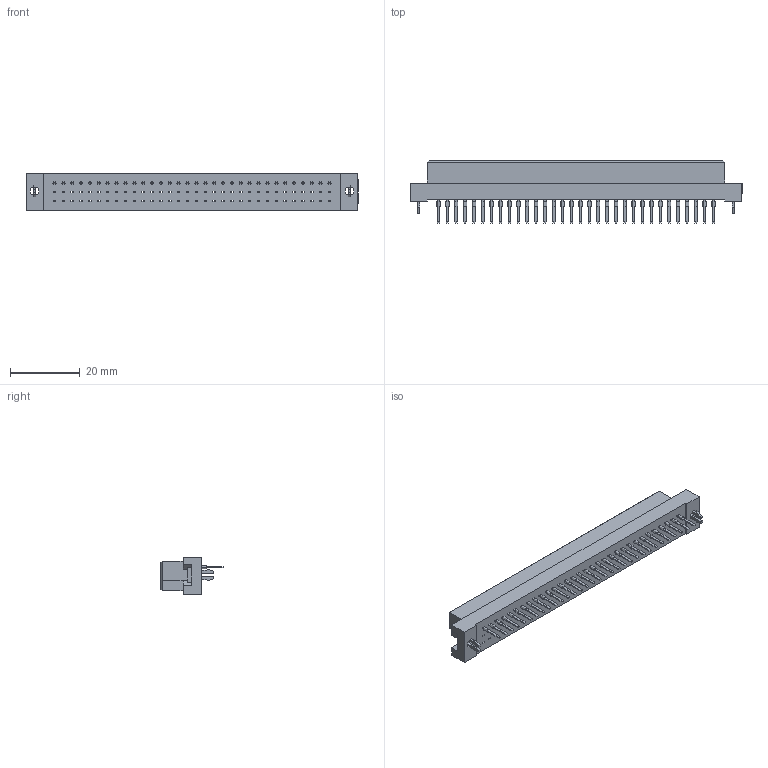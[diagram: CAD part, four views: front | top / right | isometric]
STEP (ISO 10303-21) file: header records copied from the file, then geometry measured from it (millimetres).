
FILE_DESCRIPTION (( 'STEP AP203' ), '1' );
FILE_NAME ('496-132-373-113.STEP', '2019-11-12T13:53:03', ( '' ), ( '' ), 'SwSTEP 2.0', 'SolidWorks 2020', '' );
FILE_SCHEMA (( 'CONFIG_CONTROL_DESIGN' ));
Length unit declared in the file: millimetre
Products named in the file (4): 496-132-373-113; 496 Bore-lock; 496 Part_96; 496-290_73
Assembly tree (35 placements, depth 2):
  496-132-373-113
    496 Part_96
    496-290_73  x32
    496 Bore-lock  x2
Bounding box: 95 x 17.9 x 10.6 mm (x, y, z)
Volume: 119.1 mm3
Topology: 34 solids, 38 shells, 1902 faces, 4494 edges, 2824 vertices
Faces by surface type: plane 1832, cylinder 70
Entity records: 39642 total; most frequent: CARTESIAN_POINT 6680, ORIENTED_EDGE 6540, DIRECTION 6010, EDGE_CURVE 3270, LINE 3254, VECTOR 3254, VERTEX_POINT 2048, EDGE_LOOP 1620
